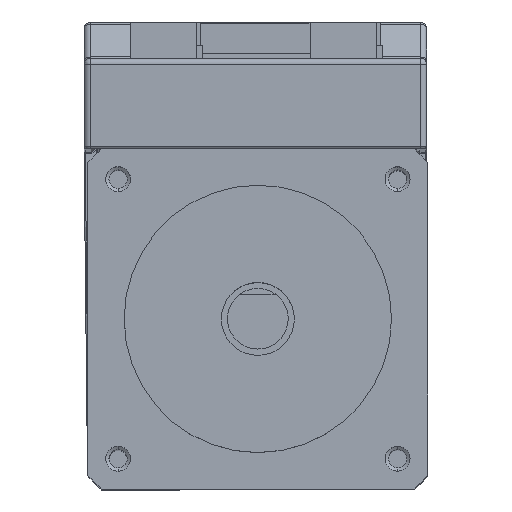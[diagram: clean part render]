
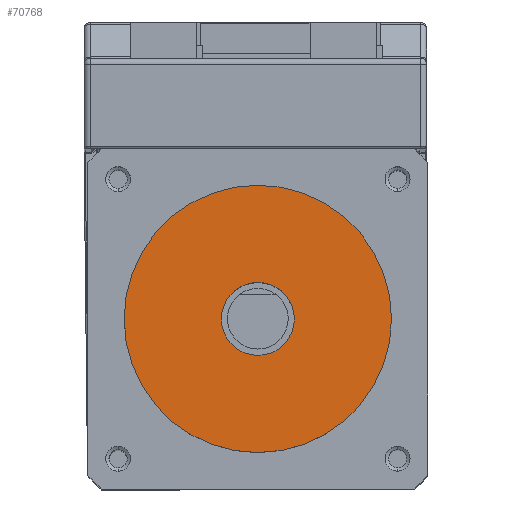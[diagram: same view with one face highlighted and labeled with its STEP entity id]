
A CAD part, top view. The second image highlights one B-rep face of the part: STEP entity #70768.
In plain terms, the highlighted face is planar.
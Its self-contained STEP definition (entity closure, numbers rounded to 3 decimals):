
#674 = EDGE_CURVE ( 'NONE', #78162, #57216, #54998, .T. ) ;
#8416 = CARTESIAN_POINT ( 'NONE',  ( 0., 0., -2. ) ) ;
#8857 = DIRECTION ( 'NONE',  ( 0., 0., -1. ) ) ;
#11681 = CARTESIAN_POINT ( 'NONE',  ( 0., 0., -2. ) ) ;
#12496 = CARTESIAN_POINT ( 'NONE',  ( 0., 0., -2. ) ) ;
#13748 = EDGE_LOOP ( 'NONE', ( #80064, #25603 ) ) ;
#15411 = CIRCLE ( 'NONE', #26841, 11. ) ;
#16002 = DIRECTION ( 'NONE',  ( 0., 0., 1. ) ) ;
#17636 = ORIENTED_EDGE ( 'NONE', *, *, #674, .F. ) ;
#19233 = DIRECTION ( 'NONE',  ( 0., 0., -1. ) ) ;
#19355 = AXIS2_PLACEMENT_3D ( 'NONE', #71168, #50482, #23052 ) ;
#23052 = DIRECTION ( 'NONE',  ( -1., 0., 0. ) ) ;
#23283 = AXIS2_PLACEMENT_3D ( 'NONE', #12496, #19233, #73529 ) ;
#25603 = ORIENTED_EDGE ( 'NONE', *, *, #29326, .F. ) ;
#26841 = AXIS2_PLACEMENT_3D ( 'NONE', #11681, #65635, #30508 ) ;
#29326 = EDGE_CURVE ( 'NONE', #51573, #77683, #83655, .T. ) ;
#29726 = EDGE_LOOP ( 'NONE', ( #75948, #17636 ) ) ;
#30508 = DIRECTION ( 'NONE',  ( 1., 0., 0. ) ) ;
#31182 = EDGE_CURVE ( 'NONE', #57216, #78162, #15411, .T. ) ;
#31313 = CIRCLE ( 'NONE', #23283, 3. ) ;
#35306 = DIRECTION ( 'NONE',  ( -1., 0., 0. ) ) ;
#37180 = DIRECTION ( 'NONE',  ( 1., 0., 0. ) ) ;
#44995 = AXIS2_PLACEMENT_3D ( 'NONE', #49473, #8857, #35306 ) ;
#49473 = CARTESIAN_POINT ( 'NONE',  ( 0., 0., -2. ) ) ;
#50482 = DIRECTION ( 'NONE',  ( 0., 0., -1. ) ) ;
#51573 = VERTEX_POINT ( 'NONE', #85702 ) ;
#51614 = FACE_OUTER_BOUND ( 'NONE', #29726, .T. ) ;
#52946 = CARTESIAN_POINT ( 'NONE',  ( -3., 0., -2. ) ) ;
#54998 = CIRCLE ( 'NONE', #72509, 11. ) ;
#57216 = VERTEX_POINT ( 'NONE', #71497 ) ;
#65635 = DIRECTION ( 'NONE',  ( 0., 0., 1. ) ) ;
#70768 = ADVANCED_FACE ( 'NONE', ( #81230, #51614 ), #76943, .T. ) ;
#71168 = CARTESIAN_POINT ( 'NONE',  ( 0., 0., -2. ) ) ;
#71497 = CARTESIAN_POINT ( 'NONE',  ( 11., 0., -2. ) ) ;
#72509 = AXIS2_PLACEMENT_3D ( 'NONE', #8416, #16002, #37180 ) ;
#73529 = DIRECTION ( 'NONE',  ( -1., 0., 0. ) ) ;
#75948 = ORIENTED_EDGE ( 'NONE', *, *, #31182, .F. ) ;
#76943 = PLANE ( 'NONE',  #44995 ) ;
#77683 = VERTEX_POINT ( 'NONE', #52946 ) ;
#78162 = VERTEX_POINT ( 'NONE', #83683 ) ;
#80064 = ORIENTED_EDGE ( 'NONE', *, *, #86165, .F. ) ;
#81230 = FACE_BOUND ( 'NONE', #13748, .T. ) ;
#83655 = CIRCLE ( 'NONE', #19355, 3. ) ;
#83683 = CARTESIAN_POINT ( 'NONE',  ( -11., 0., -2. ) ) ;
#85702 = CARTESIAN_POINT ( 'NONE',  ( 3., 0., -2. ) ) ;
#86165 = EDGE_CURVE ( 'NONE', #77683, #51573, #31313, .T. ) ;
